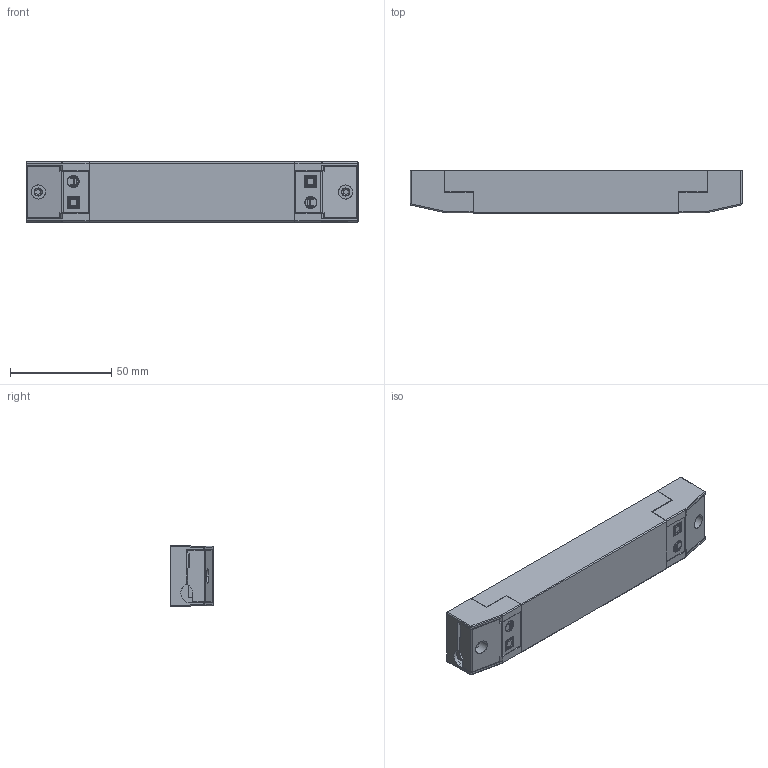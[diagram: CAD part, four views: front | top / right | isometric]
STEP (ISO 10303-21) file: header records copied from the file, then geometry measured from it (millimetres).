
FILE_DESCRIPTION((''),'2;1');
FILE_NAME('LLDC40W-20240515_ASM','2025-01-20T14:05:38',('a'),(''),'CREO PARAMETRIC BY PTC INC, 2022073','CREO PARAMETRIC BY PTC INC, 2022073','');
FILE_SCHEMA(('CONFIG_CONTROL_DESIGN'));
Length unit declared in the file: millimetre
Products named in the file (5): MAWLLDC40W-1A; MAWLLDC40W-2A; MAWLLDC40W-3A; MAWLLDC40W-4A; LLDC40W-20240515_ASM
Assembly tree (6 placements, depth 2):
  LLDC40W-20240515_ASM
    MAWLLDC40W-1A
    MAWLLDC40W-2A
    MAWLLDC40W-3A  x2
    MAWLLDC40W-4A  x2
Bounding box: 164.05 x 21 x 30 mm (x, y, z)
Volume: 29638.2 mm3; surface area: 43140.8 mm2
Topology: 6 solids, 6 shells, 691 faces, 1946 edges, 1276 vertices
Faces by surface type: plane 591, cylinder 82, cone 10, sphere 8
Entity records: 15152 total; most frequent: CARTESIAN_POINT 2851, ORIENTED_EDGE 2642, DIRECTION 2352, EDGE_CURVE 1321, VECTOR 1192, LINE 1192, VERTEX_POINT 868, AXIS2_PLACEMENT_3D 580
